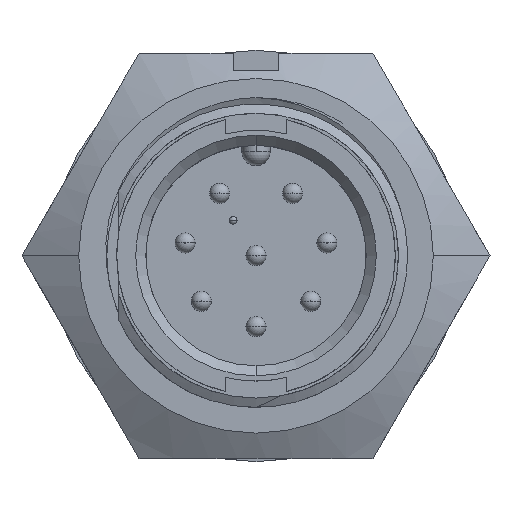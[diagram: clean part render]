
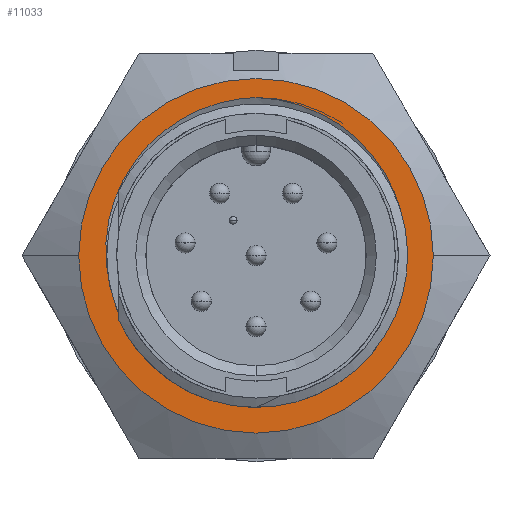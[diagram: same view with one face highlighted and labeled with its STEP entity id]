
A CAD part, top view. The second image highlights one B-rep face of the part: STEP entity #11033.
In plain terms, the highlighted planar face has unit normal (0, 0, 1).
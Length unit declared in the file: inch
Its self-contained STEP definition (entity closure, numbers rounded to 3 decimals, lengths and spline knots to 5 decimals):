
#1442 = AXIS2_PLACEMENT_3D ( 'NONE', #4137, #4138, #4139 ) ;
#1454 = AXIS2_PLACEMENT_3D ( 'NONE', #4057, #4058, #4059 ) ;
#1610 = EDGE_CURVE ( 'NONE', #2244, #2264, #11395, .T. ) ;
#1623 = EDGE_CURVE ( 'NONE', #2262, #2261, #11396, .T. ) ;
#2244 = VERTEX_POINT ( 'NONE', #4211 ) ;
#2261 = VERTEX_POINT ( 'NONE', #4228 ) ;
#2262 = VERTEX_POINT ( 'NONE', #4229 ) ;
#2264 = VERTEX_POINT ( 'NONE', #4231 ) ;
#2287 = VERTEX_POINT ( 'NONE', #4254 ) ;
#2564 = B_SPLINE_CURVE_WITH_KNOTS ( 'NONE', 3,
 ( #8247, #8251, #8252, #8253, #8254, #8255, #8256, #8257, #8258, #8259, #8260, #8261, #8262, #8263, #8264, #8265, #8266, #8267, #8268, #8269 ),
 .UNSPECIFIED., .F., .F.,
 ( 4, 2, 2, 2, 2, 2, 2, 2, 2, 4 ),
 ( 0., 0.00086, 0.00171, 0.00343, 0.00514, 0.00685, 0.00856, 0.01028, 0.01199, 0.0137 ),
 .UNSPECIFIED. ) ;
#2602 = B_SPLINE_CURVE_WITH_KNOTS ( 'NONE', 3,
 ( #6603, #6604, #6605, #6606, #6607, #6608, #6609, #6610, #6611, #6612, #6613, #6614, #6615, #6616, #6617, #6618, #6619, #6620, #6621, #6622 ),
 .UNSPECIFIED., .F., .F.,
 ( 4, 2, 2, 2, 2, 2, 2, 2, 2, 4 ),
 ( 0., 0.00086, 0.00171, 0.00343, 0.00514, 0.00685, 0.00856, 0.01028, 0.01199, 0.0137 ),
 .UNSPECIFIED. ) ;
#2625 = AXIS2_PLACEMENT_3D ( 'NONE', #10125, #10126, #10127 ) ;
#2675 = FACE_OUTER_BOUND ( 'NONE', #3489, .T. ) ;
#2678 = FACE_BOUND ( 'NONE', #3490, .T. ) ;
#2695 = AXIS2_PLACEMENT_3D ( 'NONE', #11618, #11619, #11620 ) ;
#2740 = EDGE_CURVE ( 'NONE', #2287, #2261, #2602, .T. ) ;
#2790 = EDGE_CURVE ( 'NONE', #2262, #2287, #2564, .T. ) ;
#2844 = EDGE_CURVE ( 'NONE', #2264, #2244, #11432, .T. ) ;
#3489 = EDGE_LOOP ( 'NONE', ( #3674, #3710 ) ) ;
#3490 = EDGE_LOOP ( 'NONE', ( #3749, #3670, #3730 ) ) ;
#3670 = ORIENTED_EDGE ( 'NONE', *, *, #2740, .T. ) ;
#3674 = ORIENTED_EDGE ( 'NONE', *, *, #1610, .F. ) ;
#3710 = ORIENTED_EDGE ( 'NONE', *, *, #2844, .F. ) ;
#3730 = ORIENTED_EDGE ( 'NONE', *, *, #1623, .F. ) ;
#3749 = ORIENTED_EDGE ( 'NONE', *, *, #2790, .T. ) ;
#4057 = CARTESIAN_POINT ( 'NONE',  ( 0., 0., -0.319 ) ) ;
#4058 = DIRECTION ( 'NONE',  ( 0., 0., -1. ) ) ;
#4059 = DIRECTION ( 'NONE',  ( -1., 0., 0. ) ) ;
#4137 = CARTESIAN_POINT ( 'NONE',  ( 0., 0., -0.319 ) ) ;
#4138 = DIRECTION ( 'NONE',  ( 0., 0., 1. ) ) ;
#4139 = DIRECTION ( 'NONE',  ( 1., 0., 0. ) ) ;
#4211 = CARTESIAN_POINT ( 'NONE',  ( -0.35, 0., -0.319 ) ) ;
#4228 = CARTESIAN_POINT ( 'NONE',  ( 0.28876, -0.05788, -0.319 ) ) ;
#4229 = CARTESIAN_POINT ( 'NONE',  ( -0.28876, -0.05788, -0.319 ) ) ;
#4231 = CARTESIAN_POINT ( 'NONE',  ( 0.35, 0., -0.319 ) ) ;
#4254 = CARTESIAN_POINT ( 'NONE',  ( 0., 0.3125, -0.319 ) ) ;
#6603 = CARTESIAN_POINT ( 'NONE',  ( 0., 0.3125, -0.319 ) ) ;
#6604 = CARTESIAN_POINT ( 'NONE',  ( 0.01126, 0.31215, -0.319 ) ) ;
#6605 = CARTESIAN_POINT ( 'NONE',  ( 0.02246, 0.31119, -0.319 ) ) ;
#6606 = CARTESIAN_POINT ( 'NONE',  ( 0.04473, 0.30804, -0.319 ) ) ;
#6607 = CARTESIAN_POINT ( 'NONE',  ( 0.0558, 0.30585, -0.319 ) ) ;
#6608 = CARTESIAN_POINT ( 'NONE',  ( 0.08828, 0.29757, -0.319 ) ) ;
#6609 = CARTESIAN_POINT ( 'NONE',  ( 0.1092, 0.28976, -0.319 ) ) ;
#6610 = CARTESIAN_POINT ( 'NONE',  ( 0.14943, 0.26947, -0.319 ) ) ;
#6611 = CARTESIAN_POINT ( 'NONE',  ( 0.16807, 0.25734, -0.319 ) ) ;
#6612 = CARTESIAN_POINT ( 'NONE',  ( 0.20255, 0.22923, -0.319 ) ) ;
#6613 = CARTESIAN_POINT ( 'NONE',  ( 0.21849, 0.2131, -0.319 ) ) ;
#6614 = CARTESIAN_POINT ( 'NONE',  ( 0.24626, 0.1778, -0.319 ) ) ;
#6615 = CARTESIAN_POINT ( 'NONE',  ( 0.25816, 0.15857, -0.319 ) ) ;
#6616 = CARTESIAN_POINT ( 'NONE',  ( 0.27742, 0.11786, -0.319 ) ) ;
#6617 = CARTESIAN_POINT ( 'NONE',  ( 0.28463, 0.09675, -0.319 ) ) ;
#6618 = CARTESIAN_POINT ( 'NONE',  ( 0.2943, 0.05334, -0.319 ) ) ;
#6619 = CARTESIAN_POINT ( 'NONE',  ( 0.29673, 0.03074, -0.319 ) ) ;
#6620 = CARTESIAN_POINT ( 'NONE',  ( 0.29654, -0.01383, -0.319 ) ) ;
#6621 = CARTESIAN_POINT ( 'NONE',  ( 0.29395, -0.03594, -0.319 ) ) ;
#6622 = CARTESIAN_POINT ( 'NONE',  ( 0.28876, -0.05788, -0.319 ) ) ;
#8247 = CARTESIAN_POINT ( 'NONE',  ( -0.28876, -0.05788, -0.319 ) ) ;
#8251 = CARTESIAN_POINT ( 'NONE',  ( -0.29136, -0.04691, -0.319 ) ) ;
#8252 = CARTESIAN_POINT ( 'NONE',  ( -0.29331, -0.03584, -0.319 ) ) ;
#8253 = CARTESIAN_POINT ( 'NONE',  ( -0.29594, -0.01351, -0.319 ) ) ;
#8254 = CARTESIAN_POINT ( 'NONE',  ( -0.2966, -0.00224, -0.319 ) ) ;
#8255 = CARTESIAN_POINT ( 'NONE',  ( -0.2967, 0.03127, -0.319 ) ) ;
#8256 = CARTESIAN_POINT ( 'NONE',  ( -0.2943, 0.05346, -0.319 ) ) ;
#8257 = CARTESIAN_POINT ( 'NONE',  ( -0.28445, 0.09743, -0.319 ) ) ;
#8258 = CARTESIAN_POINT ( 'NONE',  ( -0.27717, 0.11846, -0.319 ) ) ;
#8259 = CARTESIAN_POINT ( 'NONE',  ( -0.25809, 0.15867, -0.319 ) ) ;
#8260 = CARTESIAN_POINT ( 'NONE',  ( -0.24611, 0.178, -0.319 ) ) ;
#8261 = CARTESIAN_POINT ( 'NONE',  ( -0.21858, 0.21298, -0.319 ) ) ;
#8262 = CARTESIAN_POINT ( 'NONE',  ( -0.20298, 0.22885, -0.319 ) ) ;
#8263 = CARTESIAN_POINT ( 'NONE',  ( -0.16811, 0.25734, -0.319 ) ) ;
#8264 = CARTESIAN_POINT ( 'NONE',  ( -0.14941, 0.26946, -0.319 ) ) ;
#8265 = CARTESIAN_POINT ( 'NONE',  ( -0.10971, 0.28953, -0.319 ) ) ;
#8266 = CARTESIAN_POINT ( 'NONE',  ( -0.0885, 0.29751, -0.319 ) ) ;
#8267 = CARTESIAN_POINT ( 'NONE',  ( -0.04496, 0.30862, -0.319 ) ) ;
#8268 = CARTESIAN_POINT ( 'NONE',  ( -0.02252, 0.3118, -0.319 ) ) ;
#8269 = CARTESIAN_POINT ( 'NONE',  ( 0., 0.3125, -0.319 ) ) ;
#10125 = CARTESIAN_POINT ( 'NONE',  ( 0., 0., -0.319 ) ) ;
#10126 = DIRECTION ( 'NONE',  ( 0., 0., -1. ) ) ;
#10127 = DIRECTION ( 'NONE',  ( -1., 0., 0. ) ) ;
#11033 = ADVANCED_FACE ( 'NONE', ( #2678, #2675 ), #11617, .F. ) ;
#11395 = CIRCLE ( 'NONE', #1454, 0.35 ) ;
#11396 = CIRCLE ( 'NONE', #1442, 0.2945 ) ;
#11432 = CIRCLE ( 'NONE', #2625, 0.35 ) ;
#11617 = PLANE ( 'NONE',  #2695 ) ;
#11618 = CARTESIAN_POINT ( 'NONE',  ( -0.23094, -0.4, -0.319 ) ) ;
#11619 = DIRECTION ( 'NONE',  ( 0., 0., -1. ) ) ;
#11620 = DIRECTION ( 'NONE',  ( -1., 0., 0. ) ) ;
